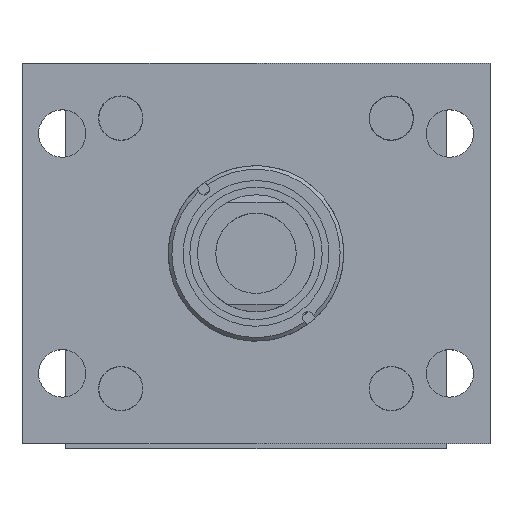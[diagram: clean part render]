
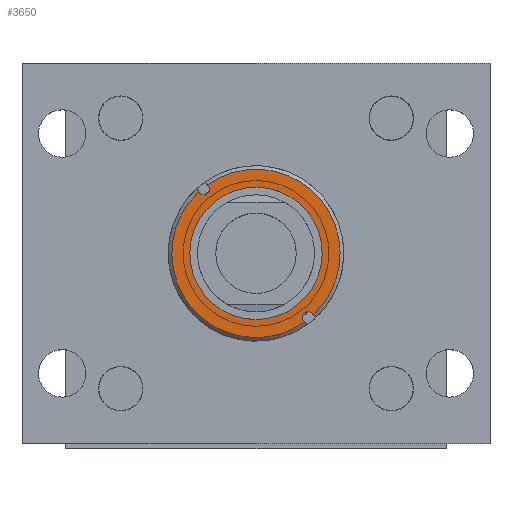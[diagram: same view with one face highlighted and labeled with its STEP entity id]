
A CAD part, top view. The second image highlights one B-rep face of the part: STEP entity #3650.
In plain terms, the highlighted planar face has unit normal (0, 0, 1).
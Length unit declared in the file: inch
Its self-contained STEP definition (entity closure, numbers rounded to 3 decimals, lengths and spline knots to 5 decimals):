
#43 = ORIENTED_EDGE ( 'NONE', *, *, #1997, .F. ) ;
#109 = CARTESIAN_POINT ( 'NONE',  ( 19.2471, 42.4197, -2.93519 ) ) ;
#132 = CARTESIAN_POINT ( 'NONE',  ( 19.3411, 43.85462, -2.93519 ) ) ;
#148 = CIRCLE ( 'NONE', #500, 1.438 ) ;
#283 = DIRECTION ( 'NONE',  ( 0., 0., 1. ) ) ;
#325 = VERTEX_POINT ( 'NONE', #10792 ) ;
#338 = VERTEX_POINT ( 'NONE', #5755 ) ;
#409 = ORIENTED_EDGE ( 'NONE', *, *, #5872, .F. ) ;
#500 = AXIS2_PLACEMENT_3D ( 'NONE', #7836, #10237, #7722 ) ;
#670 = CARTESIAN_POINT ( 'NONE',  ( 19.3411, 41.0137, -2.93519 ) ) ;
#722 = DIRECTION ( 'NONE',  ( -1., 0., 0. ) ) ;
#833 = CIRCLE ( 'NONE', #1941, 0.094 ) ;
#903 = DIRECTION ( 'NONE',  ( -1., 0., 0. ) ) ;
#954 = PLANE ( 'NONE',  #4830 ) ;
#959 = EDGE_CURVE ( 'NONE', #4330, #1984, #3868, .T. ) ;
#1049 = EDGE_CURVE ( 'NONE', #6762, #10898, #1683, .T. ) ;
#1100 = ORIENTED_EDGE ( 'NONE', *, *, #8297, .F. ) ;
#1209 = CARTESIAN_POINT ( 'NONE',  ( 19.3411, 43.55073, -2.93519 ) ) ;
#1409 = EDGE_LOOP ( 'NONE', ( #1100, #5899, #10086, #5725, #409, #3177, #9288, #3078, #43 ) ) ;
#1635 = CARTESIAN_POINT ( 'NONE',  ( 18.11607, 42.4197, -2.93519 ) ) ;
#1683 = CIRCLE ( 'NONE', #9999, 1.438 ) ;
#1693 = AXIS2_PLACEMENT_3D ( 'NONE', #8554, #3367, #722 ) ;
#1865 = DIRECTION ( 'NONE',  ( 1., 0., 0. ) ) ;
#1867 = EDGE_LOOP ( 'NONE', ( #3857, #7158 ) ) ;
#1941 = AXIS2_PLACEMENT_3D ( 'NONE', #8922, #283, #2951 ) ;
#1984 = VERTEX_POINT ( 'NONE', #10229 ) ;
#1997 = EDGE_CURVE ( 'NONE', #338, #6762, #8859, .T. ) ;
#2207 = VECTOR ( 'NONE', #4778, 39.37008 ) ;
#2358 = CARTESIAN_POINT ( 'NONE',  ( 19.3411, 43.55073, -2.93519 ) ) ;
#2552 = DIRECTION ( 'NONE',  ( 0., -1., 0. ) ) ;
#2686 = DIRECTION ( 'NONE',  ( 0., 0., -1. ) ) ;
#2703 = VERTEX_POINT ( 'NONE', #670 ) ;
#2861 = VERTEX_POINT ( 'NONE', #1635 ) ;
#2951 = DIRECTION ( 'NONE',  ( 1., 0., 0. ) ) ;
#3078 = ORIENTED_EDGE ( 'NONE', *, *, #1049, .F. ) ;
#3177 = ORIENTED_EDGE ( 'NONE', *, *, #959, .T. ) ;
#3367 = DIRECTION ( 'NONE',  ( 0., 0., -1. ) ) ;
#3370 = CARTESIAN_POINT ( 'NONE',  ( 19.2471, 43.8257, -2.93519 ) ) ;
#3456 = CIRCLE ( 'NONE', #6655, 1.13104 ) ;
#3650 = ADVANCED_FACE ( 'NONE', ( #9357, #7360 ), #954, .T. ) ;
#3673 = AXIS2_PLACEMENT_3D ( 'NONE', #3370, #11140, #6878 ) ;
#3793 = DIRECTION ( 'NONE',  ( 0., 0., -1. ) ) ;
#3857 = ORIENTED_EDGE ( 'NONE', *, *, #5350, .T. ) ;
#3868 = LINE ( 'NONE', #9498, #8204 ) ;
#3869 = CARTESIAN_POINT ( 'NONE',  ( 19.1531, 40.98477, -2.93519 ) ) ;
#3873 = CARTESIAN_POINT ( 'NONE',  ( 19.2471, 42.4197, -2.93519 ) ) ;
#3938 = DIRECTION ( 'NONE',  ( -1., 0., 0. ) ) ;
#3962 = CARTESIAN_POINT ( 'NONE',  ( 19.3411, 43.8257, -2.93519 ) ) ;
#3963 = VECTOR ( 'NONE', #5799, 39.37008 ) ;
#4050 = CARTESIAN_POINT ( 'NONE',  ( 19.3411, 40.98477, -2.93519 ) ) ;
#4313 = DIRECTION ( 'NONE',  ( 0., 1., 0. ) ) ;
#4330 = VERTEX_POINT ( 'NONE', #5412 ) ;
#4334 = CARTESIAN_POINT ( 'NONE',  ( 17.8091, 42.4197, -2.93519 ) ) ;
#4778 = DIRECTION ( 'NONE',  ( 0., -1., 0. ) ) ;
#4830 = AXIS2_PLACEMENT_3D ( 'NONE', #9740, #6285, #1865 ) ;
#5152 = CARTESIAN_POINT ( 'NONE',  ( 19.1531, 43.55073, -2.93519 ) ) ;
#5350 = EDGE_CURVE ( 'NONE', #2861, #325, #3456, .T. ) ;
#5412 = CARTESIAN_POINT ( 'NONE',  ( 19.1531, 43.8257, -2.93519 ) ) ;
#5725 = ORIENTED_EDGE ( 'NONE', *, *, #7655, .F. ) ;
#5755 = CARTESIAN_POINT ( 'NONE',  ( 19.1531, 41.0137, -2.93519 ) ) ;
#5799 = DIRECTION ( 'NONE',  ( 0., 1., 0. ) ) ;
#5872 = EDGE_CURVE ( 'NONE', #4330, #7550, #6990, .T. ) ;
#5883 = CIRCLE ( 'NONE', #7042, 1.13104 ) ;
#5899 = ORIENTED_EDGE ( 'NONE', *, *, #6752, .T. ) ;
#6042 = DIRECTION ( 'NONE',  ( 0., 0., -1. ) ) ;
#6254 = EDGE_CURVE ( 'NONE', #10898, #1984, #10318, .T. ) ;
#6285 = DIRECTION ( 'NONE',  ( 0., 0., 1. ) ) ;
#6655 = AXIS2_PLACEMENT_3D ( 'NONE', #3873, #3793, #3938 ) ;
#6752 = EDGE_CURVE ( 'NONE', #2703, #8243, #8442, .T. ) ;
#6762 = VERTEX_POINT ( 'NONE', #3869 ) ;
#6878 = DIRECTION ( 'NONE',  ( 1., 0., 0. ) ) ;
#6990 = CIRCLE ( 'NONE', #3673, 0.094 ) ;
#7042 = AXIS2_PLACEMENT_3D ( 'NONE', #8827, #2686, #7110 ) ;
#7110 = DIRECTION ( 'NONE',  ( -1., 0., 0. ) ) ;
#7158 = ORIENTED_EDGE ( 'NONE', *, *, #7909, .T. ) ;
#7360 = FACE_BOUND ( 'NONE', #1867, .T. ) ;
#7550 = VERTEX_POINT ( 'NONE', #3962 ) ;
#7655 = EDGE_CURVE ( 'NONE', #7550, #9704, #10844, .T. ) ;
#7722 = DIRECTION ( 'NONE',  ( -1., 0., 0. ) ) ;
#7836 = CARTESIAN_POINT ( 'NONE',  ( 19.2471, 42.4197, -2.93519 ) ) ;
#7909 = EDGE_CURVE ( 'NONE', #325, #2861, #5883, .T. ) ;
#8194 = VECTOR ( 'NONE', #2552, 39.37008 ) ;
#8204 = VECTOR ( 'NONE', #4313, 39.37008 ) ;
#8243 = VERTEX_POINT ( 'NONE', #4050 ) ;
#8297 = EDGE_CURVE ( 'NONE', #2703, #338, #833, .T. ) ;
#8442 = LINE ( 'NONE', #1209, #2207 ) ;
#8554 = CARTESIAN_POINT ( 'NONE',  ( 19.2471, 42.4197, -2.93519 ) ) ;
#8827 = CARTESIAN_POINT ( 'NONE',  ( 19.2471, 42.4197, -2.93519 ) ) ;
#8859 = LINE ( 'NONE', #5152, #8194 ) ;
#8922 = CARTESIAN_POINT ( 'NONE',  ( 19.2471, 41.0137, -2.93519 ) ) ;
#9149 = EDGE_CURVE ( 'NONE', #9704, #8243, #148, .T. ) ;
#9288 = ORIENTED_EDGE ( 'NONE', *, *, #6254, .F. ) ;
#9357 = FACE_OUTER_BOUND ( 'NONE', #1409, .T. ) ;
#9498 = CARTESIAN_POINT ( 'NONE',  ( 19.1531, 43.55073, -2.93519 ) ) ;
#9704 = VERTEX_POINT ( 'NONE', #132 ) ;
#9740 = CARTESIAN_POINT ( 'NONE',  ( 19.2471, 43.55073, -2.93519 ) ) ;
#9999 = AXIS2_PLACEMENT_3D ( 'NONE', #109, #6042, #903 ) ;
#10086 = ORIENTED_EDGE ( 'NONE', *, *, #9149, .F. ) ;
#10229 = CARTESIAN_POINT ( 'NONE',  ( 19.1531, 43.85462, -2.93519 ) ) ;
#10237 = DIRECTION ( 'NONE',  ( 0., 0., -1. ) ) ;
#10318 = CIRCLE ( 'NONE', #1693, 1.438 ) ;
#10792 = CARTESIAN_POINT ( 'NONE',  ( 20.37814, 42.4197, -2.93519 ) ) ;
#10844 = LINE ( 'NONE', #2358, #3963 ) ;
#10898 = VERTEX_POINT ( 'NONE', #4334 ) ;
#11140 = DIRECTION ( 'NONE',  ( 0., 0., 1. ) ) ;
